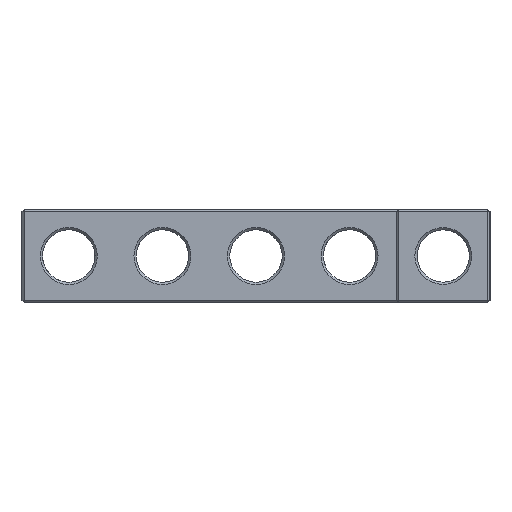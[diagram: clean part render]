
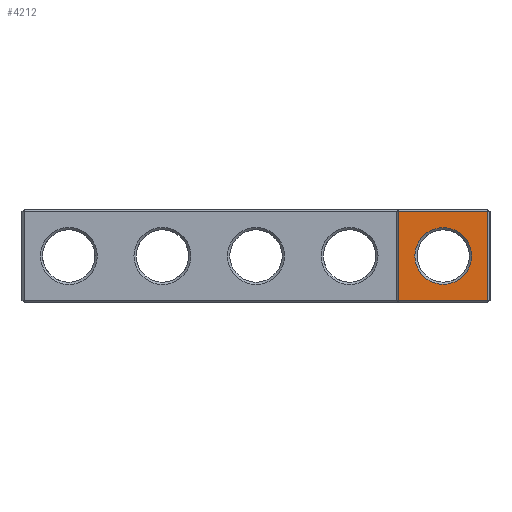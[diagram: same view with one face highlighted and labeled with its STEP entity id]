
A CAD part, left-side view. The second image highlights one B-rep face of the part: STEP entity #4212.
In plain terms, the highlighted planar face has unit normal (-1, 0, 0).
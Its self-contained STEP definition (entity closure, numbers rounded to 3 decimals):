
#326 = PLANE('',#327);
#327 = AXIS2_PLACEMENT_3D('',#328,#329,#330);
#328 = CARTESIAN_POINT('',(-93.6,6.1,0.));
#329 = DIRECTION('',(0.707,-0.707,0.)
  );
#330 = DIRECTION('',(0.,0.,-1.));
#1151 = VERTEX_POINT('',#1152);
#1152 = CARTESIAN_POINT('',(-93.75,5.95,0.3));
#1173 = EDGE_CURVE('',#1151,#1174,#1176,.T.);
#1174 = VERTEX_POINT('',#1175);
#1175 = CARTESIAN_POINT('',(-93.75,5.95,12.2));
#1176 = SURFACE_CURVE('',#1177,(#1181,#1188),.PCURVE_S1.);
#1177 = LINE('',#1178,#1179);
#1178 = CARTESIAN_POINT('',(-93.75,5.95,0.));
#1179 = VECTOR('',#1180,1.);
#1180 = DIRECTION('',(0.,0.,1.));
#1181 = PCURVE('',#326,#1182);
#1182 = DEFINITIONAL_REPRESENTATION('',(#1183),#1187);
#1183 = LINE('',#1184,#1185);
#1184 = CARTESIAN_POINT('',(0.,-0.212));
#1185 = VECTOR('',#1186,1.);
#1186 = DIRECTION('',(-1.,0.));
#1187 = ( GEOMETRIC_REPRESENTATION_CONTEXT(2) 
PARAMETRIC_REPRESENTATION_CONTEXT() REPRESENTATION_CONTEXT('2D SPACE',''
  ) );
#1188 = PCURVE('',#1189,#1194);
#1189 = PLANE('',#1190);
#1190 = AXIS2_PLACEMENT_3D('',#1191,#1192,#1193);
#1191 = CARTESIAN_POINT('',(-93.75,6.25,0.));
#1192 = DIRECTION('',(1.,0.,0.));
#1193 = DIRECTION('',(0.,-1.,0.));
#1194 = DEFINITIONAL_REPRESENTATION('',(#1195),#1199);
#1195 = LINE('',#1196,#1197);
#1196 = CARTESIAN_POINT('',(0.3,0.));
#1197 = VECTOR('',#1198,1.);
#1198 = DIRECTION('',(0.,-1.));
#1199 = ( GEOMETRIC_REPRESENTATION_CONTEXT(2) 
PARAMETRIC_REPRESENTATION_CONTEXT() REPRESENTATION_CONTEXT('2D SPACE',''
  ) );
#1655 = PLANE('',#1656);
#1656 = AXIS2_PLACEMENT_3D('',#1657,#1658,#1659);
#1657 = CARTESIAN_POINT('',(-93.6,6.25,0.15));
#1658 = DIRECTION('',(0.707,0.,0.707)
  );
#1659 = DIRECTION('',(0.,-1.,0.));
#2469 = PLANE('',#2470);
#2470 = AXIS2_PLACEMENT_3D('',#2471,#2472,#2473);
#2471 = CARTESIAN_POINT('',(-93.6,6.25,12.35));
#2472 = DIRECTION('',(-0.707,0.,0.707
    ));
#2473 = DIRECTION('',(0.,-1.,0.));
#4212 = ADVANCED_FACE('',(#4213,#4288),#1189,.F.);
#4213 = FACE_BOUND('',#4214,.F.);
#4214 = EDGE_LOOP('',(#4215,#4245,#4266,#4267));
#4215 = ORIENTED_EDGE('',*,*,#4216,.F.);
#4216 = EDGE_CURVE('',#4217,#4219,#4221,.T.);
#4217 = VERTEX_POINT('',#4218);
#4218 = CARTESIAN_POINT('',(-93.75,-5.95,0.3));
#4219 = VERTEX_POINT('',#4220);
#4220 = CARTESIAN_POINT('',(-93.75,-5.95,12.2));
#4221 = SURFACE_CURVE('',#4222,(#4226,#4233),.PCURVE_S1.);
#4222 = LINE('',#4223,#4224);
#4223 = CARTESIAN_POINT('',(-93.75,-5.95,0.));
#4224 = VECTOR('',#4225,1.);
#4225 = DIRECTION('',(0.,0.,1.));
#4226 = PCURVE('',#1189,#4227);
#4227 = DEFINITIONAL_REPRESENTATION('',(#4228),#4232);
#4228 = LINE('',#4229,#4230);
#4229 = CARTESIAN_POINT('',(12.2,0.));
#4230 = VECTOR('',#4231,1.);
#4231 = DIRECTION('',(0.,-1.));
#4232 = ( GEOMETRIC_REPRESENTATION_CONTEXT(2) 
PARAMETRIC_REPRESENTATION_CONTEXT() REPRESENTATION_CONTEXT('2D SPACE',''
  ) );
#4233 = PCURVE('',#4234,#4239);
#4234 = PLANE('',#4235);
#4235 = AXIS2_PLACEMENT_3D('',#4236,#4237,#4238);
#4236 = CARTESIAN_POINT('',(-93.6,-6.1,0.));
#4237 = DIRECTION('',(-0.707,-0.707,0.
    ));
#4238 = DIRECTION('',(0.,0.,1.));
#4239 = DEFINITIONAL_REPRESENTATION('',(#4240),#4244);
#4240 = LINE('',#4241,#4242);
#4241 = CARTESIAN_POINT('',(0.,0.212));
#4242 = VECTOR('',#4243,1.);
#4243 = DIRECTION('',(1.,0.));
#4244 = ( GEOMETRIC_REPRESENTATION_CONTEXT(2) 
PARAMETRIC_REPRESENTATION_CONTEXT() REPRESENTATION_CONTEXT('2D SPACE',''
  ) );
#4245 = ORIENTED_EDGE('',*,*,#4246,.F.);
#4246 = EDGE_CURVE('',#1151,#4217,#4247,.T.);
#4247 = SURFACE_CURVE('',#4248,(#4252,#4259),.PCURVE_S1.);
#4248 = LINE('',#4249,#4250);
#4249 = CARTESIAN_POINT('',(-93.75,6.25,0.3));
#4250 = VECTOR('',#4251,1.);
#4251 = DIRECTION('',(0.,-1.,0.));
#4252 = PCURVE('',#1189,#4253);
#4253 = DEFINITIONAL_REPRESENTATION('',(#4254),#4258);
#4254 = LINE('',#4255,#4256);
#4255 = CARTESIAN_POINT('',(0.,-0.3));
#4256 = VECTOR('',#4257,1.);
#4257 = DIRECTION('',(1.,0.));
#4258 = ( GEOMETRIC_REPRESENTATION_CONTEXT(2) 
PARAMETRIC_REPRESENTATION_CONTEXT() REPRESENTATION_CONTEXT('2D SPACE',''
  ) );
#4259 = PCURVE('',#1655,#4260);
#4260 = DEFINITIONAL_REPRESENTATION('',(#4261),#4265);
#4261 = LINE('',#4262,#4263);
#4262 = CARTESIAN_POINT('',(0.,-0.212));
#4263 = VECTOR('',#4264,1.);
#4264 = DIRECTION('',(1.,0.));
#4265 = ( GEOMETRIC_REPRESENTATION_CONTEXT(2) 
PARAMETRIC_REPRESENTATION_CONTEXT() REPRESENTATION_CONTEXT('2D SPACE',''
  ) );
#4266 = ORIENTED_EDGE('',*,*,#1173,.T.);
#4267 = ORIENTED_EDGE('',*,*,#4268,.T.);
#4268 = EDGE_CURVE('',#1174,#4219,#4269,.T.);
#4269 = SURFACE_CURVE('',#4270,(#4274,#4281),.PCURVE_S1.);
#4270 = LINE('',#4271,#4272);
#4271 = CARTESIAN_POINT('',(-93.75,6.25,12.2));
#4272 = VECTOR('',#4273,1.);
#4273 = DIRECTION('',(0.,-1.,0.));
#4274 = PCURVE('',#1189,#4275);
#4275 = DEFINITIONAL_REPRESENTATION('',(#4276),#4280);
#4276 = LINE('',#4277,#4278);
#4277 = CARTESIAN_POINT('',(0.,-12.2));
#4278 = VECTOR('',#4279,1.);
#4279 = DIRECTION('',(1.,0.));
#4280 = ( GEOMETRIC_REPRESENTATION_CONTEXT(2) 
PARAMETRIC_REPRESENTATION_CONTEXT() REPRESENTATION_CONTEXT('2D SPACE',''
  ) );
#4281 = PCURVE('',#2469,#4282);
#4282 = DEFINITIONAL_REPRESENTATION('',(#4283),#4287);
#4283 = LINE('',#4284,#4285);
#4284 = CARTESIAN_POINT('',(0.,-0.212));
#4285 = VECTOR('',#4286,1.);
#4286 = DIRECTION('',(1.,0.));
#4287 = ( GEOMETRIC_REPRESENTATION_CONTEXT(2) 
PARAMETRIC_REPRESENTATION_CONTEXT() REPRESENTATION_CONTEXT('2D SPACE',''
  ) );
#4288 = FACE_BOUND('',#4289,.F.);
#4289 = EDGE_LOOP('',(#4290));
#4290 = ORIENTED_EDGE('',*,*,#4291,.T.);
#4291 = EDGE_CURVE('',#4292,#4292,#4294,.T.);
#4292 = VERTEX_POINT('',#4293);
#4293 = CARTESIAN_POINT('',(-93.75,0.,10.04));
#4294 = SURFACE_CURVE('',#4295,(#4300,#4311),.PCURVE_S1.);
#4295 = CIRCLE('',#4296,3.79);
#4296 = AXIS2_PLACEMENT_3D('',#4297,#4298,#4299);
#4297 = CARTESIAN_POINT('',(-93.75,0.,6.25));
#4298 = DIRECTION('',(-1.,0.,0.));
#4299 = DIRECTION('',(0.,0.,1.));
#4300 = PCURVE('',#1189,#4301);
#4301 = DEFINITIONAL_REPRESENTATION('',(#4302),#4310);
#4302 = ( BOUNDED_CURVE() B_SPLINE_CURVE(2,(#4303,#4304,#4305,#4306,
#4307,#4308,#4309),.UNSPECIFIED.,.T.,.F.) B_SPLINE_CURVE_WITH_KNOTS((1,2
    ,2,2,2,1),(-2.094,0.,2.094,4.189,
6.283,8.378),.UNSPECIFIED.) CURVE() 
GEOMETRIC_REPRESENTATION_ITEM() RATIONAL_B_SPLINE_CURVE((1.,0.5,1.,0.5,
1.,0.5,1.)) REPRESENTATION_ITEM('') );
#4303 = CARTESIAN_POINT('',(6.25,-10.04));
#4304 = CARTESIAN_POINT('',(-0.314,-10.04));
#4305 = CARTESIAN_POINT('',(2.968,-4.355));
#4306 = CARTESIAN_POINT('',(6.25,1.33));
#4307 = CARTESIAN_POINT('',(9.532,-4.355));
#4308 = CARTESIAN_POINT('',(12.814,-10.04));
#4309 = CARTESIAN_POINT('',(6.25,-10.04));
#4310 = ( GEOMETRIC_REPRESENTATION_CONTEXT(2) 
PARAMETRIC_REPRESENTATION_CONTEXT() REPRESENTATION_CONTEXT('2D SPACE',''
  ) );
#4311 = PCURVE('',#4312,#4317);
#4312 = CONICAL_SURFACE('',#4313,3.49,0.785);
#4313 = AXIS2_PLACEMENT_3D('',#4314,#4315,#4316);
#4314 = CARTESIAN_POINT('',(-93.45,0.,6.25));
#4315 = DIRECTION('',(-1.,-0.,0.));
#4316 = DIRECTION('',(0.,0.,1.));
#4317 = DEFINITIONAL_REPRESENTATION('',(#4318),#4322);
#4318 = LINE('',#4319,#4320);
#4319 = CARTESIAN_POINT('',(0.,0.3));
#4320 = VECTOR('',#4321,1.);
#4321 = DIRECTION('',(1.,0.));
#4322 = ( GEOMETRIC_REPRESENTATION_CONTEXT(2) 
PARAMETRIC_REPRESENTATION_CONTEXT() REPRESENTATION_CONTEXT('2D SPACE',''
  ) );
